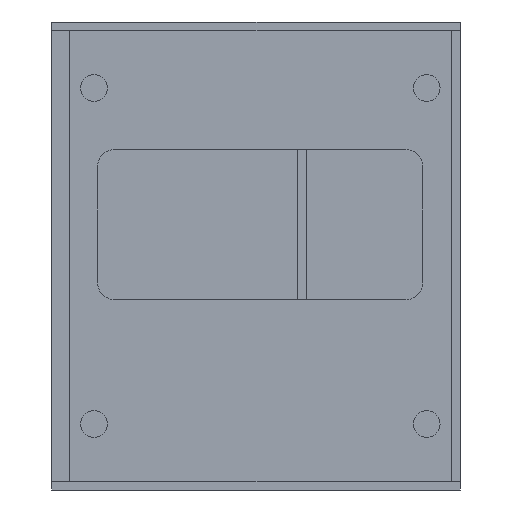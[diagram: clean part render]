
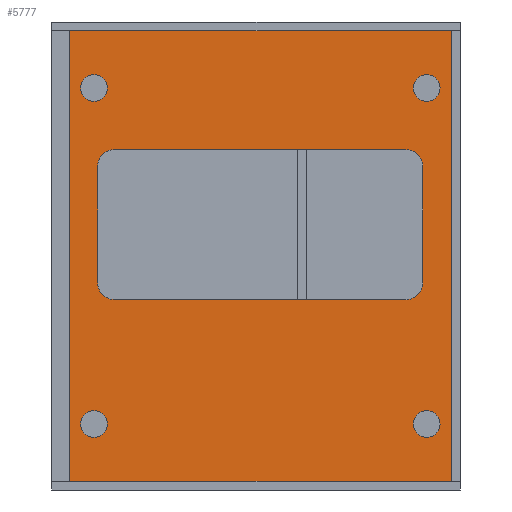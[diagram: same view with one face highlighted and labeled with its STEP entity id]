
A CAD part, left-side view. The second image highlights one B-rep face of the part: STEP entity #5777.
In plain terms, the highlighted planar face has unit normal (-1, 0, 0).
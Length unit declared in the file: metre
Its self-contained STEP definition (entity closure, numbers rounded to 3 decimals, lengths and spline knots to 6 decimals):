
#217=LINE('',#8874,#669);
#220=LINE('',#8888,#672);
#224=LINE('',#8896,#676);
#226=LINE('',#8923,#678);
#228=LINE('',#8931,#680);
#229=LINE('',#8936,#681);
#230=LINE('',#8940,#682);
#231=LINE('',#8944,#683);
#669=VECTOR('',#6974,1.);
#672=VECTOR('',#6987,1.);
#676=VECTOR('',#6993,1.);
#678=VECTOR('',#7023,1.);
#680=VECTOR('',#7033,1.);
#681=VECTOR('',#7036,1.);
#682=VECTOR('',#7039,1.);
#683=VECTOR('',#7042,1.);
#1159=ORIENTED_EDGE('',*,*,#2779,.F.);
#1160=ORIENTED_EDGE('',*,*,#2780,.F.);
#1161=ORIENTED_EDGE('',*,*,#2781,.F.);
#1162=ORIENTED_EDGE('',*,*,#2782,.F.);
#1163=ORIENTED_EDGE('',*,*,#2783,.F.);
#1164=ORIENTED_EDGE('',*,*,#2784,.F.);
#1165=ORIENTED_EDGE('',*,*,#2785,.F.);
#1166=ORIENTED_EDGE('',*,*,#2786,.F.);
#1167=ORIENTED_EDGE('',*,*,#2752,.T.);
#1168=ORIENTED_EDGE('',*,*,#2775,.F.);
#1169=ORIENTED_EDGE('',*,*,#2763,.F.);
#1170=ORIENTED_EDGE('',*,*,#2759,.F.);
#1171=ORIENTED_EDGE('',*,*,#2772,.T.);
#1172=ORIENTED_EDGE('',*,*,#2770,.F.);
#1173=ORIENTED_EDGE('',*,*,#2768,.T.);
#1174=ORIENTED_EDGE('',*,*,#2778,.F.);
#2752=EDGE_CURVE('',#3565,#3564,#217,.T.);
#2759=EDGE_CURVE('',#3565,#3571,#220,.T.);
#2763=EDGE_CURVE('',#3571,#3574,#224,.T.);
#2768=EDGE_CURVE('',#3578,#3578,#4148,.T.);
#2770=EDGE_CURVE('',#3580,#3580,#4150,.T.);
#2772=EDGE_CURVE('',#3582,#3582,#4152,.T.);
#2775=EDGE_CURVE('',#3574,#3564,#226,.T.);
#2778=EDGE_CURVE('',#3586,#3586,#4156,.T.);
#2779=EDGE_CURVE('',#3587,#3588,#228,.T.);
#2780=EDGE_CURVE('',#3589,#3587,#4157,.F.);
#2781=EDGE_CURVE('',#3590,#3589,#229,.T.);
#2782=EDGE_CURVE('',#3591,#3590,#4158,.F.);
#2783=EDGE_CURVE('',#3592,#3591,#230,.T.);
#2784=EDGE_CURVE('',#3593,#3592,#4159,.F.);
#2785=EDGE_CURVE('',#3594,#3593,#231,.T.);
#2786=EDGE_CURVE('',#3588,#3594,#4160,.F.);
#3564=VERTEX_POINT('',#8873);
#3565=VERTEX_POINT('',#8875);
#3571=VERTEX_POINT('',#8889);
#3574=VERTEX_POINT('',#8897);
#3578=VERTEX_POINT('',#8907);
#3580=VERTEX_POINT('',#8912);
#3582=VERTEX_POINT('',#8917);
#3586=VERTEX_POINT('',#8929);
#3587=VERTEX_POINT('',#8932);
#3588=VERTEX_POINT('',#8933);
#3589=VERTEX_POINT('',#8935);
#3590=VERTEX_POINT('',#8937);
#3591=VERTEX_POINT('',#8939);
#3592=VERTEX_POINT('',#8941);
#3593=VERTEX_POINT('',#8943);
#3594=VERTEX_POINT('',#8945);
#4148=CIRCLE('',#6244,0.00235);
#4150=CIRCLE('',#6247,0.00235);
#4152=CIRCLE('',#6250,0.00235);
#4156=CIRCLE('',#6256,0.00235);
#4157=CIRCLE('',#6258,0.003);
#4158=CIRCLE('',#6259,0.003);
#4159=CIRCLE('',#6260,0.003);
#4160=CIRCLE('',#6261,0.003);
#4517=EDGE_LOOP('',(#1159,#1160,#1161,#1162,#1163,#1164,#1165,#1166));
#4518=EDGE_LOOP('',(#1167,#1168,#1169,#1170));
#4519=EDGE_LOOP('',(#1171));
#4520=EDGE_LOOP('',(#1172));
#4521=EDGE_LOOP('',(#1173));
#4522=EDGE_LOOP('',(#1174));
#5067=FACE_BOUND('',#4517,.T.);
#5068=FACE_BOUND('',#4518,.T.);
#5069=FACE_BOUND('',#4519,.T.);
#5070=FACE_BOUND('',#4520,.T.);
#5071=FACE_BOUND('',#4521,.T.);
#5072=FACE_BOUND('',#4522,.T.);
#5600=PLANE('',#6257);
#5777=ADVANCED_FACE('',(#5067,#5068,#5069,#5070,#5071,#5072),#5600,.T.);
#6244=AXIS2_PLACEMENT_3D('',#8906,#7003,#7004);
#6247=AXIS2_PLACEMENT_3D('',#8911,#7009,#7010);
#6250=AXIS2_PLACEMENT_3D('',#8916,#7015,#7016);
#6256=AXIS2_PLACEMENT_3D('',#8928,#7029,#7030);
#6257=AXIS2_PLACEMENT_3D('',#8930,#7031,#7032);
#6258=AXIS2_PLACEMENT_3D('',#8934,#7034,#7035);
#6259=AXIS2_PLACEMENT_3D('',#8938,#7037,#7038);
#6260=AXIS2_PLACEMENT_3D('',#8942,#7040,#7041);
#6261=AXIS2_PLACEMENT_3D('',#8946,#7043,#7044);
#6974=DIRECTION('',(0.,1.,0.));
#6987=DIRECTION('',(0.,0.,-1.));
#6993=DIRECTION('',(0.,1.,0.));
#7003=DIRECTION('',(1.,0.,0.));
#7004=DIRECTION('',(0.,0.,-1.));
#7009=DIRECTION('',(-1.,0.,0.));
#7010=DIRECTION('',(0.,0.,-1.));
#7015=DIRECTION('',(1.,0.,0.));
#7016=DIRECTION('',(0.,0.,-1.));
#7023=DIRECTION('',(0.,0.,1.));
#7029=DIRECTION('',(-1.,0.,0.));
#7030=DIRECTION('',(0.,0.,-1.));
#7031=DIRECTION('',(-1.,0.,0.));
#7032=DIRECTION('',(0.,1.,0.));
#7033=DIRECTION('',(0.,0.,1.));
#7034=DIRECTION('',(1.,0.,0.));
#7035=DIRECTION('',(0.,0.,-1.));
#7036=DIRECTION('',(0.,-1.,0.));
#7037=DIRECTION('',(1.,0.,0.));
#7038=DIRECTION('',(0.,0.,-1.));
#7039=DIRECTION('',(0.,0.,-1.));
#7040=DIRECTION('',(1.,0.,0.));
#7041=DIRECTION('',(0.,0.,-1.));
#7042=DIRECTION('',(0.,1.,0.));
#7043=DIRECTION('',(1.,0.,0.));
#7044=DIRECTION('',(0.,0.,-1.));
#8873=CARTESIAN_POINT('',(-0.1175,0.067,0.0395));
#8874=CARTESIAN_POINT('',(-0.1175,0.0335,0.0395));
#8875=CARTESIAN_POINT('',(-0.1175,0.,0.0395));
#8888=CARTESIAN_POINT('',(-0.1175,0.,0.));
#8889=CARTESIAN_POINT('',(-0.1175,0.,-0.0395));
#8896=CARTESIAN_POINT('',(-0.1175,0.0335,-0.0395));
#8897=CARTESIAN_POINT('',(-0.1175,0.067,-0.0395));
#8906=CARTESIAN_POINT('',(-0.1175,0.06265,-0.02945));
#8907=CARTESIAN_POINT('',(-0.1175,0.06265,-0.0318));
#8911=CARTESIAN_POINT('',(-0.1175,0.06265,0.02945));
#8912=CARTESIAN_POINT('',(-0.1175,0.06265,0.0271));
#8916=CARTESIAN_POINT('',(-0.1175,0.00435,0.02945));
#8917=CARTESIAN_POINT('',(-0.1175,0.00435,0.0271));
#8923=CARTESIAN_POINT('',(-0.1175,0.067,0.));
#8928=CARTESIAN_POINT('',(-0.1175,0.00435,-0.02945));
#8929=CARTESIAN_POINT('',(-0.1175,0.00435,-0.0318));
#8930=CARTESIAN_POINT('',(-0.1175,0.03275,0.));
#8931=CARTESIAN_POINT('',(-0.1175,0.005,0.0055));
#8932=CARTESIAN_POINT('',(-0.1175,0.005,-0.00465));
#8933=CARTESIAN_POINT('',(-0.1175,0.005,0.01565));
#8934=CARTESIAN_POINT('',(-0.1175,0.008,-0.00465));
#8935=CARTESIAN_POINT('',(-0.1175,0.008,-0.00765));
#8936=CARTESIAN_POINT('',(-0.1175,0.0335,-0.00765));
#8937=CARTESIAN_POINT('',(-0.1175,0.059,-0.00765));
#8938=CARTESIAN_POINT('',(-0.1175,0.059,-0.00465));
#8939=CARTESIAN_POINT('',(-0.1175,0.062,-0.00465));
#8940=CARTESIAN_POINT('',(-0.1175,0.062,0.0055));
#8941=CARTESIAN_POINT('',(-0.1175,0.062,0.01565));
#8942=CARTESIAN_POINT('',(-0.1175,0.059,0.01565));
#8943=CARTESIAN_POINT('',(-0.1175,0.059,0.01865));
#8944=CARTESIAN_POINT('',(-0.1175,0.0335,0.01865));
#8945=CARTESIAN_POINT('',(-0.1175,0.008,0.01865));
#8946=CARTESIAN_POINT('',(-0.1175,0.008,0.01565));
